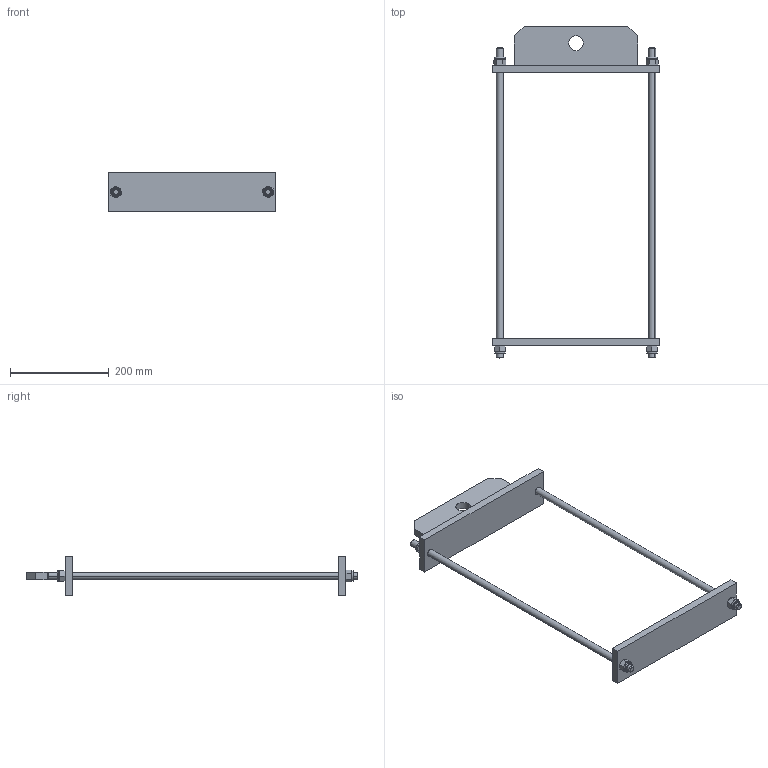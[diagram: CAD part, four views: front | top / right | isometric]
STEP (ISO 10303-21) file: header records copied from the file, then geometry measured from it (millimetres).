
FILE_DESCRIPTION (( 'STEP AP214' ), '1' );
FILE_NAME ('06106-5E1.STEP', '2023-05-16T13:07:08', ( '' ), ( '' ), 'SwSTEP 2.0', 'SolidWorks 2023', '' );
FILE_SCHEMA (( 'AUTOMOTIVE_DESIGN' ));
Length unit declared in the file: millimetre
Products named in the file (7): 06106-501; 06106-501_repa; Ecrou Nylstop_ECROU H FR M14; 06106-502; 06106-5E1; 06106-503; 06106-501_repb
Assembly tree (10 placements, depth 3):
  06106-5E1
    06106-501
      06106-501_repa
      06106-501_repb
    06106-502
    06106-503  x2
    Ecrou Nylstop_ECROU H FR M14  x4
Bounding box: 340 x 674 x 80 mm (x, y, z)
Volume: 1297869.6 mm3; surface area: 248817.1 mm2
Topology: 9 solids, 9 shells, 174 faces, 376 edges, 220 vertices
Faces by surface type: cone 80, plane 56, cylinder 30, torus 8
Entity records: 2301 total; most frequent: CARTESIAN_POINT 454, DIRECTION 356, ORIENTED_EDGE 310, EDGE_CURVE 155, AXIS2_PLACEMENT_3D 141, VERTEX_POINT 95, EDGE_LOOP 82, LINE 74
